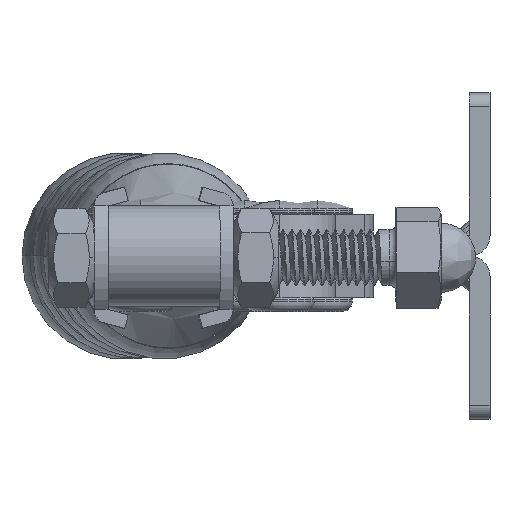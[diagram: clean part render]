
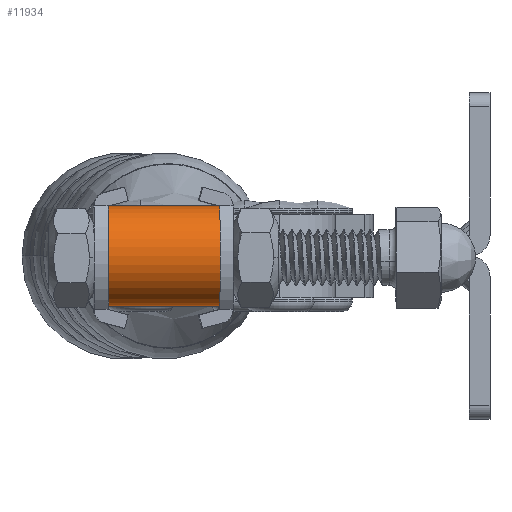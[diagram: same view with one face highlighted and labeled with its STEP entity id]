
A CAD part, left-side view. The second image highlights one B-rep face of the part: STEP entity #11934.
In plain terms, the highlighted cylindrical face has radius 7.2 mm (diameter 14.4 mm), a partial arc.
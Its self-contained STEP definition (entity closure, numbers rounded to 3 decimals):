
#240 = VECTOR ( 'NONE', #23349, 1000. ) ;
#500 = VERTEX_POINT ( 'NONE', #13098 ) ;
#508 = VERTEX_POINT ( 'NONE', #13099 ) ;
#2335 = EDGE_CURVE ( 'NONE', #508, #500, #23347, .T. ) ;
#2403 = EDGE_CURVE ( 'NONE', #25113, #25068, #23638, .T. ) ;
#4139 = VECTOR ( 'NONE', #23640, 1000. ) ;
#6896 = CARTESIAN_POINT ( 'NONE',  ( -58.8, 8., 7.2 ) ) ;
#6897 = DIRECTION ( 'NONE',  ( 0., -1., 0. ) ) ;
#6898 = DIRECTION ( 'NONE',  ( 0., 0., -1. ) ) ;
#9958 = CARTESIAN_POINT ( 'NONE',  ( -58.8, -11., 14.4 ) ) ;
#10003 = CARTESIAN_POINT ( 'NONE',  ( -58.8, 5., 14.4 ) ) ;
#10686 = ORIENTED_EDGE ( 'NONE', *, *, #19961, .F. ) ;
#10688 = ORIENTED_EDGE ( 'NONE', *, *, #2335, .T. ) ;
#10689 = ORIENTED_EDGE ( 'NONE', *, *, #19864, .F. ) ;
#10690 = ORIENTED_EDGE ( 'NONE', *, *, #2403, .F. ) ;
#11934 = ADVANCED_FACE ( 'NONE', ( #31572 ), #31578, .T. ) ;
#13098 = CARTESIAN_POINT ( 'NONE',  ( -58.8, -11., 0. ) ) ;
#13099 = CARTESIAN_POINT ( 'NONE',  ( -58.8, 5., 0. ) ) ;
#13532 = CARTESIAN_POINT ( 'NONE',  ( -58.8, -11., 7.2 ) ) ;
#13533 = DIRECTION ( 'NONE',  ( 0., -1., 0. ) ) ;
#13534 = DIRECTION ( 'NONE',  ( -1., 0., 0. ) ) ;
#14787 = CARTESIAN_POINT ( 'NONE',  ( -58.8, 5., 7.2 ) ) ;
#14789 = DIRECTION ( 'NONE',  ( 0., 1., 0. ) ) ;
#14791 = DIRECTION ( 'NONE',  ( 1., 0., 0. ) ) ;
#19864 = EDGE_CURVE ( 'NONE', #25068, #500, #26017, .T. ) ;
#19961 = EDGE_CURVE ( 'NONE', #508, #25113, #26022, .T. ) ;
#23347 = LINE ( 'NONE', #23348, #240 ) ;
#23348 = CARTESIAN_POINT ( 'NONE',  ( -58.8, 8., 0. ) ) ;
#23349 = DIRECTION ( 'NONE',  ( 0., -1., 0. ) ) ;
#23638 = LINE ( 'NONE', #23639, #4139 ) ;
#23639 = CARTESIAN_POINT ( 'NONE',  ( -58.8, 8., 14.4 ) ) ;
#23640 = DIRECTION ( 'NONE',  ( 0., -1., 0. ) ) ;
#24351 = EDGE_LOOP ( 'NONE', ( #10688, #10689, #10690, #10686 ) ) ;
#25068 = VERTEX_POINT ( 'NONE', #9958 ) ;
#25113 = VERTEX_POINT ( 'NONE', #10003 ) ;
#26017 = CIRCLE ( 'NONE', #31797, 7.2 ) ;
#26022 = CIRCLE ( 'NONE', #32728, 7.2 ) ;
#31572 = FACE_OUTER_BOUND ( 'NONE', #24351, .T. ) ;
#31577 = AXIS2_PLACEMENT_3D ( 'NONE', #6896, #6897, #6898 ) ;
#31578 = CYLINDRICAL_SURFACE ( 'NONE', #31577, 7.2 ) ;
#31797 = AXIS2_PLACEMENT_3D ( 'NONE', #13532, #13533, #13534 ) ;
#32728 = AXIS2_PLACEMENT_3D ( 'NONE', #14787, #14789, #14791 ) ;
